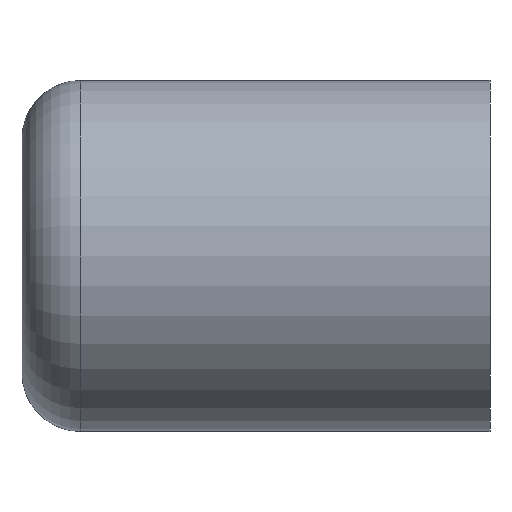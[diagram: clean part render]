
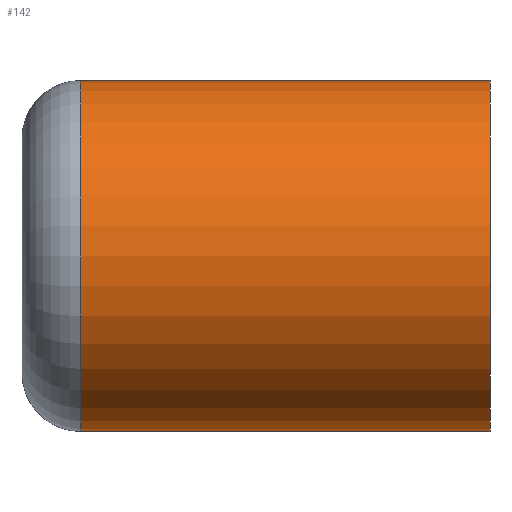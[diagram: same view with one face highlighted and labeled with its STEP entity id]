
A CAD part, left-side view. The second image highlights one B-rep face of the part: STEP entity #142.
In plain terms, the highlighted cylindrical face has radius 3 mm (diameter 6 mm), a full revolution.
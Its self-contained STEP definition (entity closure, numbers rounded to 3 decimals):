
#23=LINE('',#241,#36);
#36=VECTOR('',#201,3.);
#49=CYLINDRICAL_SURFACE('',#178,3.);
#51=FACE_OUTER_BOUND('',#60,.T.);
#60=EDGE_LOOP('',(#109,#110,#111,#112,#113));
#71=CIRCLE('',#176,3.);
#72=CIRCLE('',#177,3.);
#73=CIRCLE('',#179,3.);
#75=VERTEX_POINT('',#234);
#76=VERTEX_POINT('',#236);
#77=VERTEX_POINT('',#240);
#88=EDGE_CURVE('',#75,#76,#71,.T.);
#89=EDGE_CURVE('',#76,#75,#72,.T.);
#90=EDGE_CURVE('',#76,#77,#23,.T.);
#91=EDGE_CURVE('',#77,#77,#73,.T.);
#109=ORIENTED_EDGE('',*,*,#89,.F.);
#110=ORIENTED_EDGE('',*,*,#90,.T.);
#111=ORIENTED_EDGE('',*,*,#91,.F.);
#112=ORIENTED_EDGE('',*,*,#90,.F.);
#113=ORIENTED_EDGE('',*,*,#88,.F.);
#142=ADVANCED_FACE('',(#51),#49,.T.);
#176=AXIS2_PLACEMENT_3D('',#237,#195,#196);
#177=AXIS2_PLACEMENT_3D('',#238,#197,#198);
#178=AXIS2_PLACEMENT_3D('',#239,#199,#200);
#179=AXIS2_PLACEMENT_3D('',#242,#202,#203);
#195=DIRECTION('center_axis',(0.,1.,0.));
#196=DIRECTION('ref_axis',(1.,0.,0.));
#197=DIRECTION('center_axis',(0.,1.,0.));
#198=DIRECTION('ref_axis',(1.,0.,0.));
#199=DIRECTION('center_axis',(0.,1.,0.));
#200=DIRECTION('ref_axis',(1.,0.,0.));
#201=DIRECTION('',(0.,-1.,0.));
#202=DIRECTION('center_axis',(0.,-1.,0.));
#203=DIRECTION('ref_axis',(1.,0.,0.));
#234=CARTESIAN_POINT('',(0.,7.,-3.));
#236=CARTESIAN_POINT('',(-3.,7.,0.));
#237=CARTESIAN_POINT('Origin',(0.,7.,0.));
#238=CARTESIAN_POINT('Origin',(0.,7.,0.));
#239=CARTESIAN_POINT('Origin',(0.,0.,0.));
#240=CARTESIAN_POINT('',(-3.,0.,0.));
#241=CARTESIAN_POINT('',(-3.,0.,0.));
#242=CARTESIAN_POINT('Origin',(0.,0.,0.));
